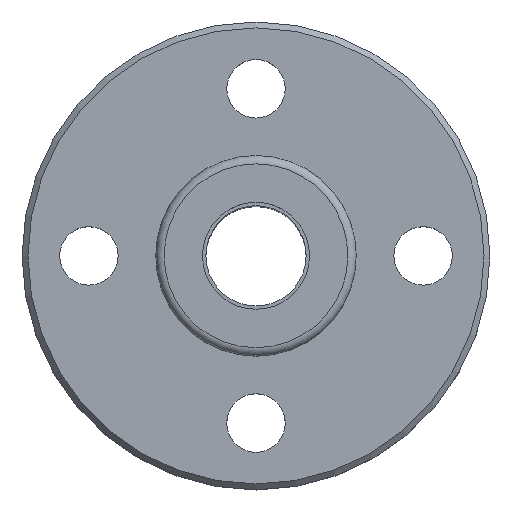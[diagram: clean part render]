
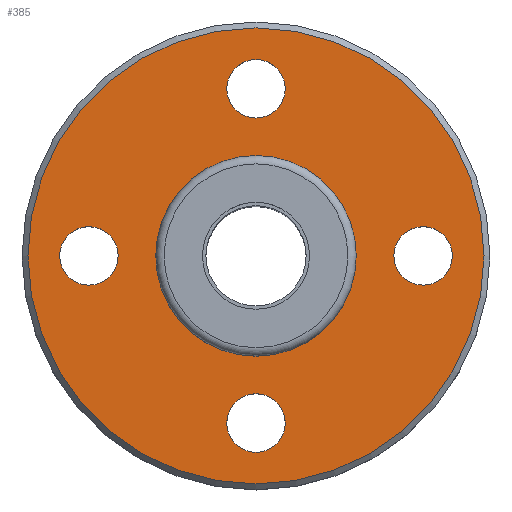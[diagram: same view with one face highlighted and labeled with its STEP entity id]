
A CAD part, top view. The second image highlights one B-rep face of the part: STEP entity #385.
In plain terms, the highlighted planar face has unit normal (0, 0, 1).
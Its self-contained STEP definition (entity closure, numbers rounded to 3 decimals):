
#41=PLANE('',#445);
#72=ORIENTED_EDGE('',*,*,#137,.T.);
#73=ORIENTED_EDGE('',*,*,#138,.T.);
#74=ORIENTED_EDGE('',*,*,#139,.T.);
#75=ORIENTED_EDGE('',*,*,#140,.T.);
#76=ORIENTED_EDGE('',*,*,#141,.T.);
#77=ORIENTED_EDGE('',*,*,#136,.F.);
#136=EDGE_CURVE('',#172,#172,#208,.T.);
#137=EDGE_CURVE('',#173,#173,#209,.T.);
#138=EDGE_CURVE('',#174,#174,#210,.F.);
#139=EDGE_CURVE('',#175,#175,#211,.T.);
#140=EDGE_CURVE('',#176,#176,#212,.T.);
#141=EDGE_CURVE('',#177,#177,#213,.T.);
#172=VERTEX_POINT('',#666);
#173=VERTEX_POINT('',#669);
#174=VERTEX_POINT('',#671);
#175=VERTEX_POINT('',#673);
#176=VERTEX_POINT('',#675);
#177=VERTEX_POINT('',#677);
#208=CIRCLE('',#444,13.646);
#209=CIRCLE('',#446,6.);
#210=CIRCLE('',#447,1.75);
#211=CIRCLE('',#448,1.75);
#212=CIRCLE('',#449,1.75);
#213=CIRCLE('',#450,1.75);
#252=EDGE_LOOP('',(#72));
#253=EDGE_LOOP('',(#73));
#254=EDGE_LOOP('',(#74));
#255=EDGE_LOOP('',(#75));
#256=EDGE_LOOP('',(#76));
#257=EDGE_LOOP('',(#77));
#324=FACE_BOUND('',#252,.T.);
#325=FACE_BOUND('',#253,.T.);
#326=FACE_BOUND('',#254,.T.);
#327=FACE_BOUND('',#255,.T.);
#328=FACE_BOUND('',#256,.T.);
#329=FACE_BOUND('',#257,.T.);
#385=ADVANCED_FACE('',(#324,#325,#326,#327,#328,#329),#41,.T.);
#444=AXIS2_PLACEMENT_3D('',#665,#537,#538);
#445=AXIS2_PLACEMENT_3D('',#667,#539,#540);
#446=AXIS2_PLACEMENT_3D('',#668,#541,#542);
#447=AXIS2_PLACEMENT_3D('',#670,#543,#544);
#448=AXIS2_PLACEMENT_3D('',#672,#545,#546);
#449=AXIS2_PLACEMENT_3D('',#674,#547,#548);
#450=AXIS2_PLACEMENT_3D('',#676,#549,#550);
#537=DIRECTION('',(0.,0.,-1.));
#538=DIRECTION('',(-1.,0.,0.));
#539=DIRECTION('',(0.,0.,1.));
#540=DIRECTION('',(1.,0.,0.));
#541=DIRECTION('',(0.,0.,-1.));
#542=DIRECTION('',(-1.,0.,0.));
#543=DIRECTION('',(0.,0.,1.));
#544=DIRECTION('',(1.,0.,0.));
#545=DIRECTION('',(0.,0.,-1.));
#546=DIRECTION('',(-1.,0.,0.));
#547=DIRECTION('',(0.,0.,-1.));
#548=DIRECTION('',(-1.,0.,0.));
#549=DIRECTION('',(0.,0.,-1.));
#550=DIRECTION('',(-1.,0.,0.));
#665=CARTESIAN_POINT('',(0.,0.,30.));
#666=CARTESIAN_POINT('',(-13.646,0.,30.));
#667=CARTESIAN_POINT('',(0.,13.646,30.));
#668=CARTESIAN_POINT('',(0.,0.,30.));
#669=CARTESIAN_POINT('',(-6.,0.,30.));
#670=CARTESIAN_POINT('',(0.,10.,30.));
#671=CARTESIAN_POINT('',(1.75,10.,30.));
#672=CARTESIAN_POINT('',(-10.,0.,30.));
#673=CARTESIAN_POINT('',(-11.75,0.,30.));
#674=CARTESIAN_POINT('',(0.,-10.,30.));
#675=CARTESIAN_POINT('',(-1.75,-10.,30.));
#676=CARTESIAN_POINT('',(10.,0.,30.));
#677=CARTESIAN_POINT('',(8.25,0.,30.));
